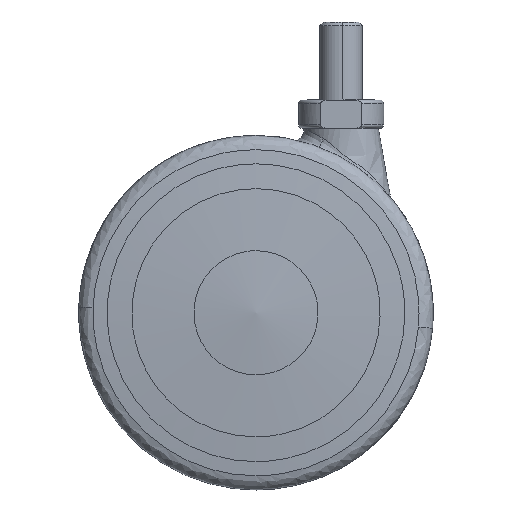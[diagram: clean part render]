
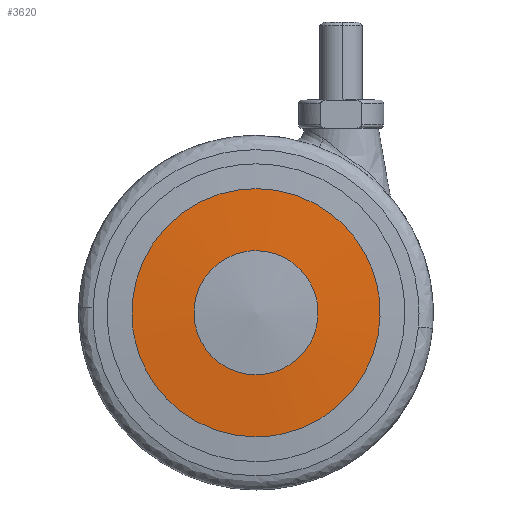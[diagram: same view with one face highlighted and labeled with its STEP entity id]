
A CAD part, front view. The second image highlights one B-rep face of the part: STEP entity #3620.
In plain terms, the highlighted free-form (B-spline) face has degree [2, 2] with [4, 4] control points.
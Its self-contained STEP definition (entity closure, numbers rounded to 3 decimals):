
#2124=CARTESIAN_POINT('',(17.378,-30.5,2.066));
#2125=VERTEX_POINT('',#2124);
#2126=CARTESIAN_POINT('',(0.0,-30.5,-17.5));
#2127=VERTEX_POINT('',#2126);
#2128=CARTESIAN_POINT('',(17.378,-30.5,2.066));
#2129=CARTESIAN_POINT('',(17.5,-30.5,1.036));
#2130=CARTESIAN_POINT('',(17.5,-30.5,0.));
#2131=CARTESIAN_POINT('',(17.5,-30.5,-17.5));
#2132=CARTESIAN_POINT('',(0.0,-30.5,-17.5));
#2140=(BOUNDED_CURVE()B_SPLINE_CURVE(2,(#2128,#2129,#2130,#2131,#2132),.UNSPECIFIED.,.F.,.U.)B_SPLINE_CURVE_WITH_KNOTS((3,2,3),(0.23,0.25,0.5),.UNSPECIFIED.)CURVE()GEOMETRIC_REPRESENTATION_ITEM()RATIONAL_B_SPLINE_CURVE((0.956,0.976,1.0,0.707,1.0))REPRESENTATION_ITEM(''));
#2141=EDGE_CURVE('',#2125,#2127,#2140,.T.);
#2182=CARTESIAN_POINT('',(-17.467,-30.5,-1.068));
#2183=VERTEX_POINT('',#2182);
#2189=CARTESIAN_POINT('',(0.0,-30.5,-17.5));
#2190=CARTESIAN_POINT('',(-16.462,-30.5,-17.5));
#2191=CARTESIAN_POINT('',(-17.467,-30.5,-1.068));
#2199=(BOUNDED_CURVE()B_SPLINE_CURVE(2,(#2189,#2190,#2191),.UNSPECIFIED.,.F.,.U.)B_SPLINE_CURVE_WITH_KNOTS((3,3),(0.5,0.739),.UNSPECIFIED.)CURVE()GEOMETRIC_REPRESENTATION_ITEM()RATIONAL_B_SPLINE_CURVE((1.0,0.72,0.976))REPRESENTATION_ITEM(''));
#2200=EDGE_CURVE('',#2127,#2183,#2199,.T.);
#2223=CARTESIAN_POINT('',(0.0,-30.5,17.5));
#2224=VERTEX_POINT('',#2223);
#2225=CARTESIAN_POINT('',(0.0,-30.5,17.5));
#2226=CARTESIAN_POINT('',(15.543,-30.5,17.5));
#2227=CARTESIAN_POINT('',(17.378,-30.5,2.066));
#2235=(BOUNDED_CURVE()B_SPLINE_CURVE(2,(#2225,#2226,#2227),.UNSPECIFIED.,.F.,.U.)B_SPLINE_CURVE_WITH_KNOTS((3,3),(0.0,0.23),.UNSPECIFIED.)CURVE()GEOMETRIC_REPRESENTATION_ITEM()RATIONAL_B_SPLINE_CURVE((1.0,0.731,0.956))REPRESENTATION_ITEM(''));
#2236=EDGE_CURVE('',#2224,#2125,#2235,.T.);
#2238=CARTESIAN_POINT('',(-17.467,-30.5,-1.068));
#2239=CARTESIAN_POINT('',(-17.5,-30.5,-0.535));
#2240=CARTESIAN_POINT('',(-17.5,-30.5,0.));
#2241=CARTESIAN_POINT('',(-17.5,-30.5,17.5));
#2242=CARTESIAN_POINT('',(0.0,-30.5,17.5));
#2250=(BOUNDED_CURVE()B_SPLINE_CURVE(2,(#2238,#2239,#2240,#2241,#2242),.UNSPECIFIED.,.F.,.U.)B_SPLINE_CURVE_WITH_KNOTS((3,2,3),(0.739,0.75,1.0),.UNSPECIFIED.)CURVE()GEOMETRIC_REPRESENTATION_ITEM()RATIONAL_B_SPLINE_CURVE((0.976,0.988,1.0,0.707,1.0))REPRESENTATION_ITEM(''));
#2251=EDGE_CURVE('',#2183,#2224,#2250,.T.);
#2310=CARTESIAN_POINT('',(34.755,-29.429,4.131));
#2311=VERTEX_POINT('',#2310);
#2312=CARTESIAN_POINT('',(0.0,-29.429,-35.0));
#2313=VERTEX_POINT('',#2312);
#2314=CARTESIAN_POINT('',(34.755,-29.429,4.131));
#2315=CARTESIAN_POINT('',(35.,-29.429,2.073));
#2316=CARTESIAN_POINT('',(35.0,-29.429,0.0));
#2317=CARTESIAN_POINT('',(35.,-29.429,-35.));
#2318=CARTESIAN_POINT('',(0.0,-29.429,-35.0));
#2326=(BOUNDED_CURVE()B_SPLINE_CURVE(2,(#2314,#2315,#2316,#2317,#2318),.UNSPECIFIED.,.F.,.U.)B_SPLINE_CURVE_WITH_KNOTS((3,2,3),(0.23,0.25,0.5),.UNSPECIFIED.)CURVE()GEOMETRIC_REPRESENTATION_ITEM()RATIONAL_B_SPLINE_CURVE((0.956,0.976,1.0,0.707,1.0))REPRESENTATION_ITEM(''));
#2327=EDGE_CURVE('',#2311,#2313,#2326,.T.);
#2329=CARTESIAN_POINT('',(-34.935,-29.429,-2.137));
#2330=VERTEX_POINT('',#2329);
#2331=CARTESIAN_POINT('',(0.0,-29.429,-35.0));
#2332=CARTESIAN_POINT('',(-32.925,-29.429,-35.));
#2333=CARTESIAN_POINT('',(-34.935,-29.429,-2.137));
#2341=(BOUNDED_CURVE()B_SPLINE_CURVE(2,(#2331,#2332,#2333),.UNSPECIFIED.,.F.,.U.)B_SPLINE_CURVE_WITH_KNOTS((3,3),(0.5,0.739),.UNSPECIFIED.)CURVE()GEOMETRIC_REPRESENTATION_ITEM()RATIONAL_B_SPLINE_CURVE((1.0,0.72,0.976))REPRESENTATION_ITEM(''));
#2342=EDGE_CURVE('',#2313,#2330,#2341,.T.);
#2409=CARTESIAN_POINT('',(0.0,-29.429,35.0));
#2410=VERTEX_POINT('',#2409);
#2411=CARTESIAN_POINT('',(0.0,-29.429,35.0));
#2412=CARTESIAN_POINT('',(31.086,-29.429,35.0));
#2413=CARTESIAN_POINT('',(34.755,-29.429,4.131));
#2421=(BOUNDED_CURVE()B_SPLINE_CURVE(2,(#2411,#2412,#2413),.UNSPECIFIED.,.F.,.U.)B_SPLINE_CURVE_WITH_KNOTS((3,3),(0.0,0.23),.UNSPECIFIED.)CURVE()GEOMETRIC_REPRESENTATION_ITEM()RATIONAL_B_SPLINE_CURVE((1.0,0.731,0.956))REPRESENTATION_ITEM(''));
#2422=EDGE_CURVE('',#2410,#2311,#2421,.T.);
#2456=CARTESIAN_POINT('',(-34.935,-29.429,-2.137));
#2457=CARTESIAN_POINT('',(-35.,-29.429,-1.069));
#2458=CARTESIAN_POINT('',(-35.0,-29.429,0.0));
#2459=CARTESIAN_POINT('',(-35.,-29.429,35.));
#2460=CARTESIAN_POINT('',(0.0,-29.429,35.0));
#2468=(BOUNDED_CURVE()B_SPLINE_CURVE(2,(#2456,#2457,#2458,#2459,#2460),.UNSPECIFIED.,.F.,.U.)B_SPLINE_CURVE_WITH_KNOTS((3,2,3),(0.739,0.75,1.0),.UNSPECIFIED.)CURVE()GEOMETRIC_REPRESENTATION_ITEM()RATIONAL_B_SPLINE_CURVE((0.976,0.988,1.0,0.707,1.0))REPRESENTATION_ITEM(''));
#2469=EDGE_CURVE('',#2330,#2410,#2468,.T.);
#3584=CARTESIAN_POINT('',(-38.405,-27.412,-38.406));
#3585=CARTESIAN_POINT('',(-19.241,-29.131,-38.483));
#3586=CARTESIAN_POINT('',(19.241,-29.131,-38.483));
#3587=CARTESIAN_POINT('',(38.405,-27.412,-38.406));
#3588=CARTESIAN_POINT('',(-38.482,-29.131,-19.242));
#3589=CARTESIAN_POINT('',(-19.28,-30.856,-19.28));
#3590=CARTESIAN_POINT('',(19.28,-30.856,-19.28));
#3591=CARTESIAN_POINT('',(38.482,-29.131,-19.242));
#3592=CARTESIAN_POINT('',(-38.482,-29.131,19.242));
#3593=CARTESIAN_POINT('',(-19.28,-30.856,19.28));
#3594=CARTESIAN_POINT('',(19.28,-30.856,19.28));
#3595=CARTESIAN_POINT('',(38.482,-29.131,19.242));
#3596=CARTESIAN_POINT('',(-38.405,-27.412,38.406));
#3597=CARTESIAN_POINT('',(-19.241,-29.131,38.483));
#3598=CARTESIAN_POINT('',(19.241,-29.131,38.483));
#3599=CARTESIAN_POINT('',(38.405,-27.412,38.406));
#3607=(BOUNDED_SURFACE()B_SPLINE_SURFACE(2,2,((#3584,#3588,#3592,#3596),(#3585,#3589,#3593,#3597),(#3586,#3590,#3594,#3598),(#3587,#3591,#3595,#3599)),.UNSPECIFIED.,.F.,.F.,.U.)B_SPLINE_SURFACE_WITH_KNOTS((3,1,3),(3,1,3),(153.108,190.695,228.282),(153.107,190.695,228.283),.UNSPECIFIED.)GEOMETRIC_REPRESENTATION_ITEM()RATIONAL_B_SPLINE_SURFACE(((1.004,1.002,1.002,1.004),(1.002,1.0,1.0,1.002),(1.002,1.0,1.0,1.002),(1.004,1.002,1.002,1.004)))REPRESENTATION_ITEM('')SURFACE());
#3608=ORIENTED_EDGE('',*,*,#2469,.F.);
#3609=ORIENTED_EDGE('',*,*,#2342,.F.);
#3610=ORIENTED_EDGE('',*,*,#2327,.F.);
#3611=ORIENTED_EDGE('',*,*,#2422,.F.);
#3612=EDGE_LOOP('',(#3608,#3609,#3610,#3611));
#3613=FACE_OUTER_BOUND('',#3612,.T.);
#3614=ORIENTED_EDGE('',*,*,#2200,.T.);
#3615=ORIENTED_EDGE('',*,*,#2251,.T.);
#3616=ORIENTED_EDGE('',*,*,#2236,.T.);
#3617=ORIENTED_EDGE('',*,*,#2141,.T.);
#3618=EDGE_LOOP('',(#3614,#3615,#3616,#3617));
#3619=FACE_BOUND('',#3618,.T.);
#3620=ADVANCED_FACE('',(#3613,#3619),#3607,.T.);
